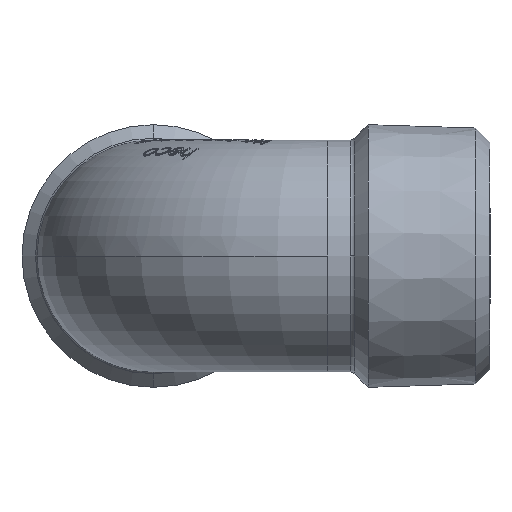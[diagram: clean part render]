
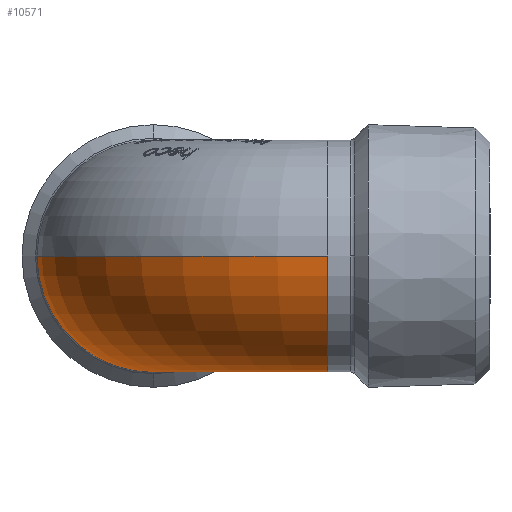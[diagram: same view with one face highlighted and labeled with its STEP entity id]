
A CAD part, left-side view. The second image highlights one B-rep face of the part: STEP entity #10571.
In plain terms, the highlighted toroidal (fillet/blend) face has major radius 14 mm and minor radius 9.3 mm.
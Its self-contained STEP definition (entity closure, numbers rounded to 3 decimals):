
#18 = CIRCLE ( 'NONE', #5426, 9.3 ) ;
#345 = ORIENTED_EDGE ( 'NONE', *, *, #8127, .F. ) ;
#453 = CARTESIAN_POINT ( 'NONE',  ( 14., -14., 0. ) ) ;
#1364 = AXIS2_PLACEMENT_3D ( 'NONE', #5225, #7221, #1450 ) ;
#1444 = DIRECTION ( 'NONE',  ( 0., -1., 0. ) ) ;
#1450 = DIRECTION ( 'NONE',  ( 0., 0., 1. ) ) ;
#1499 = DIRECTION ( 'NONE',  ( 0., -1., 0. ) ) ;
#1638 = ORIENTED_EDGE ( 'NONE', *, *, #6057, .T. ) ;
#1832 = DIRECTION ( 'NONE',  ( 0., 0., 1. ) ) ;
#1958 = AXIS2_PLACEMENT_3D ( 'NONE', #3374, #1499, #5360 ) ;
#2666 = CARTESIAN_POINT ( 'NONE',  ( -9.3, -14., 0. ) ) ;
#2692 = VERTEX_POINT ( 'NONE', #5741 ) ;
#2960 = CIRCLE ( 'NONE', #1958, 9.3 ) ;
#2965 = CIRCLE ( 'NONE', #1364, 9.3 ) ;
#3180 = EDGE_CURVE ( 'NONE', #5535, #10510, #12228, .T. ) ;
#3374 = CARTESIAN_POINT ( 'NONE',  ( 0., -14., 0. ) ) ;
#4086 = DIRECTION ( 'NONE',  ( 0., 0., 1. ) ) ;
#4105 = TOROIDAL_SURFACE ( 'NONE', #9214, 14., 9.3 ) ;
#4121 = DIRECTION ( 'NONE',  ( 1., 0., 0. ) ) ;
#4163 = DIRECTION ( 'NONE',  ( 0., 0., 1. ) ) ;
#4377 = DIRECTION ( 'NONE',  ( 0., 0., 1. ) ) ;
#4445 = AXIS2_PLACEMENT_3D ( 'NONE', #8864, #4086, #4121 ) ;
#4977 = EDGE_CURVE ( 'NONE', #5535, #8018, #18, .T. ) ;
#5225 = CARTESIAN_POINT ( 'NONE',  ( 14., 0., 0. ) ) ;
#5304 = DIRECTION ( 'NONE',  ( 1., 0., 0. ) ) ;
#5360 = DIRECTION ( 'NONE',  ( 0., 0., 1. ) ) ;
#5426 = AXIS2_PLACEMENT_3D ( 'NONE', #10345, #10430, #11245 ) ;
#5535 = VERTEX_POINT ( 'NONE', #9906 ) ;
#5741 = CARTESIAN_POINT ( 'NONE',  ( 14., -9.3, 0. ) ) ;
#6057 = EDGE_CURVE ( 'NONE', #8018, #2692, #2965, .T. ) ;
#6289 = ORIENTED_EDGE ( 'NONE', *, *, #7590, .F. ) ;
#6824 = CIRCLE ( 'NONE', #7129, 9.3 ) ;
#6866 = EDGE_CURVE ( 'NONE', #2692, #7545, #9060, .T. ) ;
#7060 = CARTESIAN_POINT ( 'NONE',  ( 0., -14., -9.3 ) ) ;
#7129 = AXIS2_PLACEMENT_3D ( 'NONE', #10007, #1444, #4163 ) ;
#7221 = DIRECTION ( 'NONE',  ( -1., 0., 0. ) ) ;
#7273 = AXIS2_PLACEMENT_3D ( 'NONE', #453, #4377, #5304 ) ;
#7545 = VERTEX_POINT ( 'NONE', #7860 ) ;
#7590 = EDGE_CURVE ( 'NONE', #9583, #7545, #2960, .T. ) ;
#7860 = CARTESIAN_POINT ( 'NONE',  ( 9.3, -14., 0. ) ) ;
#8018 = VERTEX_POINT ( 'NONE', #10355 ) ;
#8127 = EDGE_CURVE ( 'NONE', #10510, #9583, #6824, .T. ) ;
#8329 = EDGE_LOOP ( 'NONE', ( #10779, #8971, #1638, #12440, #6289, #345 ) ) ;
#8864 = CARTESIAN_POINT ( 'NONE',  ( 14., -14., 0. ) ) ;
#8971 = ORIENTED_EDGE ( 'NONE', *, *, #4977, .T. ) ;
#9060 = CIRCLE ( 'NONE', #7273, 4.7 ) ;
#9214 = AXIS2_PLACEMENT_3D ( 'NONE', #10425, #1832, #9424 ) ;
#9424 = DIRECTION ( 'NONE',  ( 1., 0., 0. ) ) ;
#9583 = VERTEX_POINT ( 'NONE', #7060 ) ;
#9623 = FACE_OUTER_BOUND ( 'NONE', #8329, .T. ) ;
#9906 = CARTESIAN_POINT ( 'NONE',  ( 14., 9.3, 0. ) ) ;
#10007 = CARTESIAN_POINT ( 'NONE',  ( 0., -14., 0. ) ) ;
#10345 = CARTESIAN_POINT ( 'NONE',  ( 14., 0., 0. ) ) ;
#10355 = CARTESIAN_POINT ( 'NONE',  ( 14., 0., -9.3 ) ) ;
#10425 = CARTESIAN_POINT ( 'NONE',  ( 14., -14., 0. ) ) ;
#10430 = DIRECTION ( 'NONE',  ( -1., 0., 0. ) ) ;
#10510 = VERTEX_POINT ( 'NONE', #2666 ) ;
#10571 = ADVANCED_FACE ( 'NONE', ( #9623 ), #4105, .T. ) ;
#10779 = ORIENTED_EDGE ( 'NONE', *, *, #3180, .F. ) ;
#11245 = DIRECTION ( 'NONE',  ( 0., 0., 1. ) ) ;
#12228 = CIRCLE ( 'NONE', #4445, 23.3 ) ;
#12440 = ORIENTED_EDGE ( 'NONE', *, *, #6866, .T. ) ;
